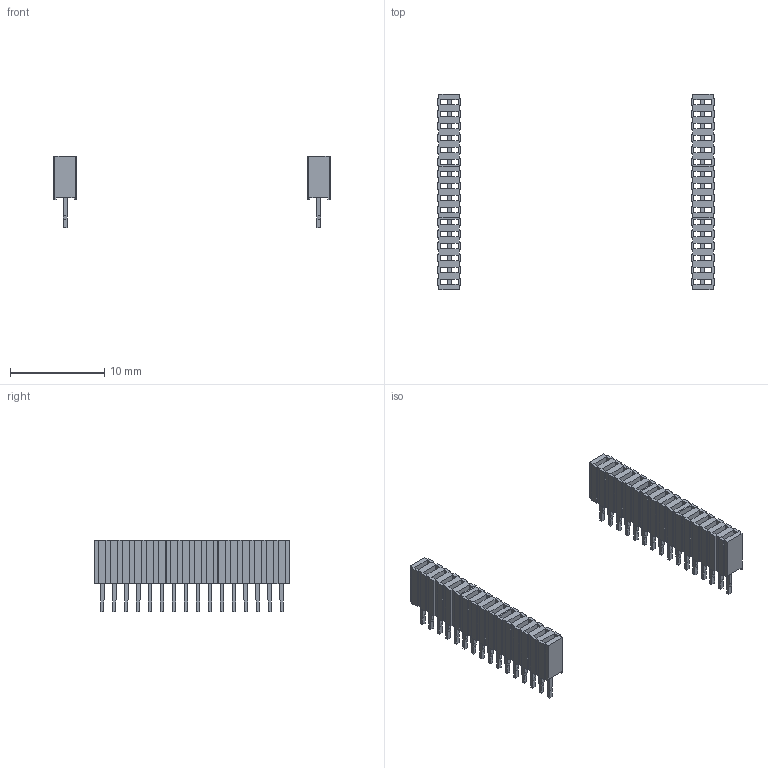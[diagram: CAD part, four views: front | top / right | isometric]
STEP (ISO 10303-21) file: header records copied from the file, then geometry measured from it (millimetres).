
FILE_DESCRIPTION(/* description */ (''),/* implementation_level */ '2;1');
FILE_NAME(/* name */ 'xGM220P Header v5.step',/* time_stamp */ '2023-01-05T12:00:46Z',/* author */ (''),/* organization */ (''),/* preprocessor_version */ 'ST-DEVELOPER v19.2',/* originating_system */ 'Autodesk Translation Framework v11.17.0.187',/* authorisation */ '');
FILE_SCHEMA (('AUTOMOTIVE_DESIGN { 1 0 10303 214 3 1 1 }'));
Length unit declared in the file: millimetre
Products named in the file (2): xGM220P Header; Header
Assembly tree (2 placements, depth 2):
  xGM220P Header
    Header  x2
Bounding box: 29.4 x 20.72 x 7.6 mm (x, y, z)
Volume: 403.6 mm3; surface area: 2109.7 mm2
Topology: 4 solids, 4 shells, 960 faces, 2976 edges, 1984 vertices
Faces by surface type: plane 960
Entity records: 16678 total; most frequent: ORIENTED_EDGE 2976, CARTESIAN_POINT 2964, DIRECTION 2456, LINE 1488, VECTOR 1488, EDGE_CURVE 1488, VERTEX_POINT 992, EDGE_LOOP 540
